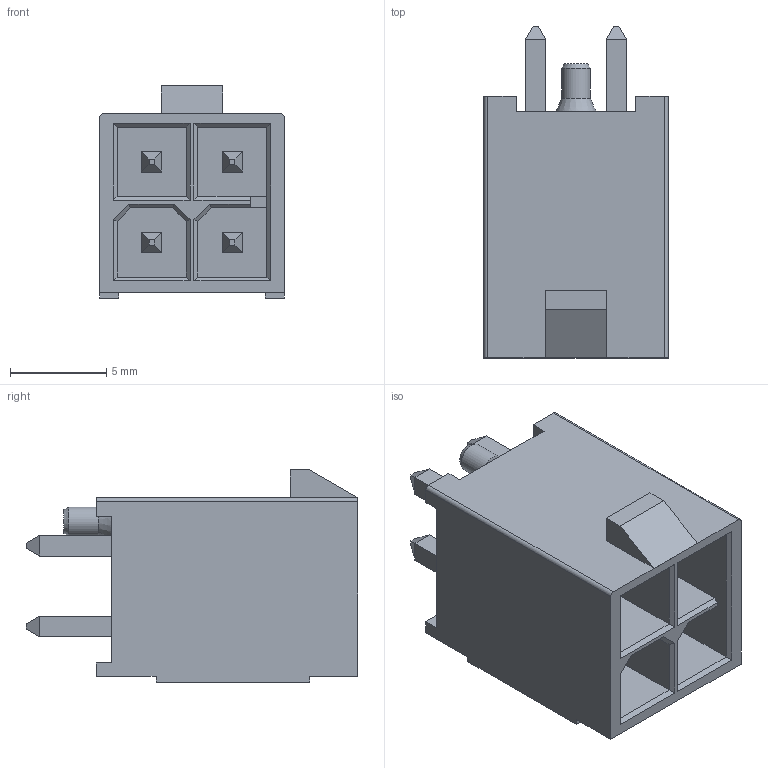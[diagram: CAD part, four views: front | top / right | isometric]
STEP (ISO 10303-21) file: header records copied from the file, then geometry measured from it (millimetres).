
FILE_DESCRIPTION(/* description */ (''),/* implementation_level */ '2;1');
FILE_NAME(/* name */ '2125201004wbm000_01_214.stp',/* time_stamp */ '2021-11-03T11:54:21+05:00',/* author */ (''),/* organization */ (''),/* preprocessor_version */ 'ST-DEVELOPER v16.7',/* originating_system */ 'SIEMENS PLM Software NX 1919',/* authorisation */ '');
FILE_SCHEMA (('AUTOMOTIVE_DESIGN { 1 0 10303 214 3 1 1 1 }'));
Length unit declared in the file: millimetre
Products named in the file (1): 2125201004wbm000_01
Bounding box: 9.6 x 17.26 x 11.05 mm (x, y, z)
Volume: 737.7 mm3; surface area: 1362.3 mm2
Topology: 1 solids, 1 shells, 152 faces, 365 edges, 227 vertices
Faces by surface type: plane 147, cylinder 3, cone 2
Full cylindrical faces by diameter (mm): 1.5 x1
Entity records: 4274 total; most frequent: CARTESIAN_POINT 742, ORIENTED_EDGE 724, DIRECTION 676, EDGE_CURVE 362, LINE 354, VECTOR 354, VERTEX_POINT 227, EDGE_LOOP 167
